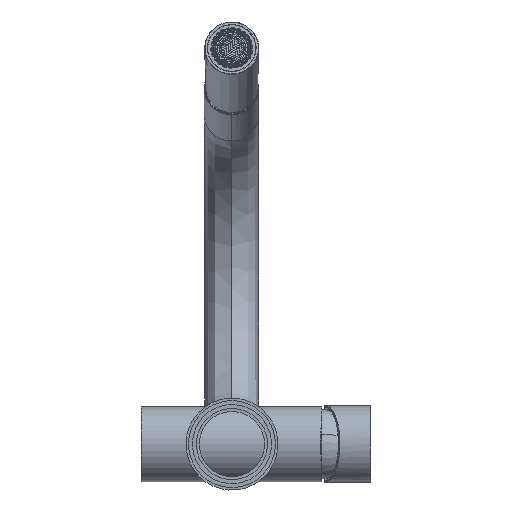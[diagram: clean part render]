
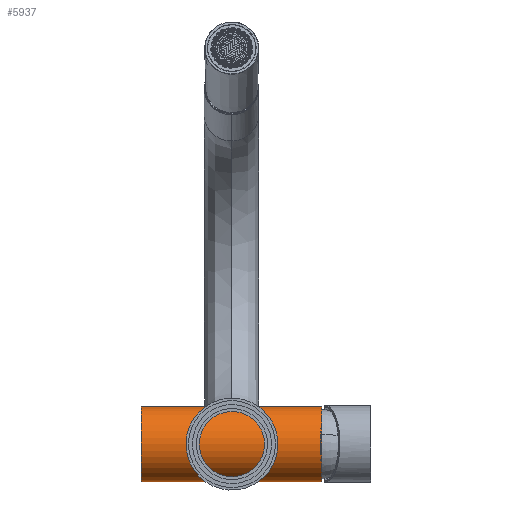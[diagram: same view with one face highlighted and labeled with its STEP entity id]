
A CAD part, front view. The second image highlights one B-rep face of the part: STEP entity #5937.
In plain terms, the highlighted cylindrical face has radius 22.225 mm (diameter 44.45 mm), a partial arc.
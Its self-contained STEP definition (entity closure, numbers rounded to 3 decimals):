
#888 = DIRECTION ( 'NONE',  ( -1., 0., 0. ) ) ;
#1074 = ORIENTED_EDGE ( 'NONE', *, *, #48160, .T. ) ;
#1261 = EDGE_CURVE ( 'NONE', #13483, #34049, #18507, .T. ) ;
#1523 = LINE ( 'NONE', #25496, #19993 ) ;
#2678 = VERTEX_POINT ( 'NONE', #46580 ) ;
#5160 = DIRECTION ( 'NONE',  ( -1., 0., 0. ) ) ;
#5937 = ADVANCED_FACE ( 'NONE', ( #47206 ), #52733, .T. ) ;
#7217 = AXIS2_PLACEMENT_3D ( 'NONE', #23271, #19362, #33935 ) ;
#8052 = CARTESIAN_POINT ( 'NONE',  ( 58.654, -3.561, -24.481 ) ) ;
#9361 = ORIENTED_EDGE ( 'NONE', *, *, #42625, .T. ) ;
#9743 = EDGE_LOOP ( 'NONE', ( #27870, #9361, #1074, #33137 ) ) ;
#10065 = DIRECTION ( 'NONE',  ( -1., 0., 0. ) ) ;
#13483 = VERTEX_POINT ( 'NONE', #8052 ) ;
#15511 = CARTESIAN_POINT ( 'NONE',  ( -47.346, -3.561, -2.256 ) ) ;
#17366 = CIRCLE ( 'NONE', #30814, 22.225 ) ;
#18507 = LINE ( 'NONE', #53512, #64015 ) ;
#18925 = CARTESIAN_POINT ( 'NONE',  ( -47.346, -3.561, -24.481 ) ) ;
#19362 = DIRECTION ( 'NONE',  ( -1., 0., 0. ) ) ;
#19993 = VECTOR ( 'NONE', #888, 1000. ) ;
#21008 = VERTEX_POINT ( 'NONE', #38127 ) ;
#23271 = CARTESIAN_POINT ( 'NONE',  ( -47.346, -3.561, -2.256 ) ) ;
#25496 = CARTESIAN_POINT ( 'NONE',  ( -47.346, -3.561, 19.969 ) ) ;
#27870 = ORIENTED_EDGE ( 'NONE', *, *, #1261, .F. ) ;
#30814 = AXIS2_PLACEMENT_3D ( 'NONE', #57013, #62552, #57652 ) ;
#33137 = ORIENTED_EDGE ( 'NONE', *, *, #44703, .F. ) ;
#33935 = DIRECTION ( 'NONE',  ( 0., 0., 1. ) ) ;
#34049 = VERTEX_POINT ( 'NONE', #18925 ) ;
#38127 = CARTESIAN_POINT ( 'NONE',  ( -47.346, -3.561, 19.969 ) ) ;
#39141 = DIRECTION ( 'NONE',  ( 0., 0., 1. ) ) ;
#42625 = EDGE_CURVE ( 'NONE', #13483, #2678, #17366, .T. ) ;
#44703 = EDGE_CURVE ( 'NONE', #34049, #21008, #46453, .T. ) ;
#46453 = CIRCLE ( 'NONE', #49603, 22.225 ) ;
#46580 = CARTESIAN_POINT ( 'NONE',  ( 58.654, -3.561, 19.969 ) ) ;
#47206 = FACE_OUTER_BOUND ( 'NONE', #9743, .T. ) ;
#48160 = EDGE_CURVE ( 'NONE', #2678, #21008, #1523, .T. ) ;
#49603 = AXIS2_PLACEMENT_3D ( 'NONE', #15511, #5160, #39141 ) ;
#52733 = CYLINDRICAL_SURFACE ( 'NONE', #7217, 22.225 ) ;
#53512 = CARTESIAN_POINT ( 'NONE',  ( -47.346, -3.561, -24.481 ) ) ;
#57013 = CARTESIAN_POINT ( 'NONE',  ( 58.654, -3.561, -2.256 ) ) ;
#57652 = DIRECTION ( 'NONE',  ( 0., 0., 1. ) ) ;
#62552 = DIRECTION ( 'NONE',  ( -1., 0., 0. ) ) ;
#64015 = VECTOR ( 'NONE', #10065, 1000. ) ;
